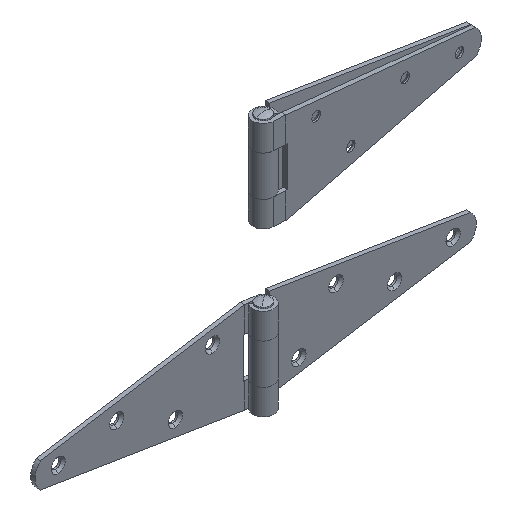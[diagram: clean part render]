
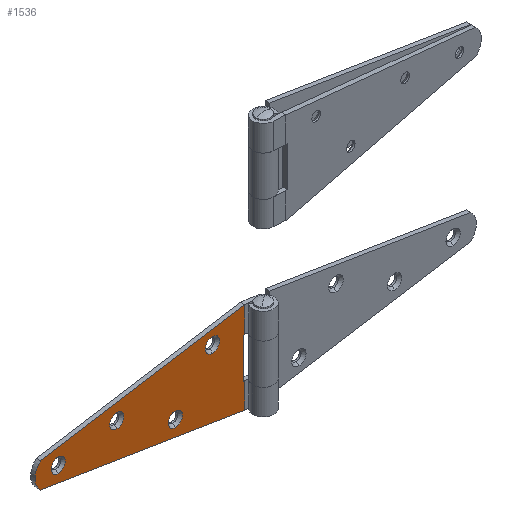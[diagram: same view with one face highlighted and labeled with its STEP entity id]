
A CAD part, isometric view. The second image highlights one B-rep face of the part: STEP entity #1536.
In plain terms, the highlighted planar face has unit normal (0, -1, 0).
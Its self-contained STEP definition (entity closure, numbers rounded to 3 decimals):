
#53 = EDGE_LOOP ( 'NONE', ( #1704, #492 ) ) ;
#62 = EDGE_CURVE ( 'NONE', #2319, #573, #2630, .T. ) ;
#83 = AXIS2_PLACEMENT_3D ( 'NONE', #1976, #1987, #2626 ) ;
#92 = VERTEX_POINT ( 'NONE', #1633 ) ;
#113 = DIRECTION ( 'NONE',  ( 0., 0., -1. ) ) ;
#139 = ORIENTED_EDGE ( 'NONE', *, *, #2098, .T. ) ;
#146 = DIRECTION ( 'NONE',  ( 1., 0., 0. ) ) ;
#151 = CARTESIAN_POINT ( 'NONE',  ( 56.25, 5.35, 8.137 ) ) ;
#174 = VERTEX_POINT ( 'NONE', #1139 ) ;
#184 = DIRECTION ( 'NONE',  ( 0., 0., -1. ) ) ;
#192 = DIRECTION ( 'NONE',  ( 0., 0., -1. ) ) ;
#196 = DIRECTION ( 'NONE',  ( 0., 0., 1. ) ) ;
#224 = DIRECTION ( 'NONE',  ( 0.987, 0., -0.16 ) ) ;
#269 = DIRECTION ( 'NONE',  ( 0., 1., 0. ) ) ;
#288 = VECTOR ( 'NONE', #113, 1000. ) ;
#299 = CARTESIAN_POINT ( 'NONE',  ( 56.25, 5.35, 18.137 ) ) ;
#302 = ORIENTED_EDGE ( 'NONE', *, *, #344, .T. ) ;
#343 = CARTESIAN_POINT ( 'NONE',  ( 30.25, 5.35, -18.998 ) ) ;
#344 = EDGE_CURVE ( 'NONE', #478, #1238, #1254, .T. ) ;
#370 = EDGE_LOOP ( 'NONE', ( #986, #2854 ) ) ;
#381 = EDGE_CURVE ( 'NONE', #2874, #1134, #1920, .T. ) ;
#391 = EDGE_LOOP ( 'NONE', ( #2918, #139 ) ) ;
#402 = ORIENTED_EDGE ( 'NONE', *, *, #967, .T. ) ;
#433 = CARTESIAN_POINT ( 'NONE',  ( 30.25, 5.35, -23.998 ) ) ;
#475 = DIRECTION ( 'NONE',  ( 0., 1., 0. ) ) ;
#478 = VERTEX_POINT ( 'NONE', #1284 ) ;
#486 = AXIS2_PLACEMENT_3D ( 'NONE', #618, #636, #2649 ) ;
#492 = ORIENTED_EDGE ( 'NONE', *, *, #621, .T. ) ;
#508 = VERTEX_POINT ( 'NONE', #1628 ) ;
#528 = VERTEX_POINT ( 'NONE', #1179 ) ;
#536 = AXIS2_PLACEMENT_3D ( 'NONE', #931, #884, #2258 ) ;
#541 = VECTOR ( 'NONE', #2418, 1000. ) ;
#566 = VECTOR ( 'NONE', #819, 1000. ) ;
#573 = VERTEX_POINT ( 'NONE', #433 ) ;
#598 = CARTESIAN_POINT ( 'NONE',  ( 7.541, 5.35, 32. ) ) ;
#618 = CARTESIAN_POINT ( 'NONE',  ( 30.25, 5.35, -18.998 ) ) ;
#621 = EDGE_CURVE ( 'NONE', #1134, #2874, #2394, .T. ) ;
#622 = CIRCLE ( 'NONE', #2674, 5. ) ;
#634 = AXIS2_PLACEMENT_3D ( 'NONE', #2466, #2224, #192 ) ;
#636 = DIRECTION ( 'NONE',  ( 0., 1., 0. ) ) ;
#658 = EDGE_CURVE ( 'NONE', #2332, #1256, #923, .T. ) ;
#666 = CARTESIAN_POINT ( 'NONE',  ( 138.25, 5.35, 0. ) ) ;
#668 = DIRECTION ( 'NONE',  ( -0.987, 0., -0.16 ) ) ;
#669 = AXIS2_PLACEMENT_3D ( 'NONE', #2769, #2840, #789 ) ;
#675 = VERTEX_POINT ( 'NONE', #1892 ) ;
#686 = CARTESIAN_POINT ( 'NONE',  ( 17.435, 5.35, -30.401 ) ) ;
#789 = DIRECTION ( 'NONE',  ( 0., 0., -1. ) ) ;
#811 = VECTOR ( 'NONE', #196, 1000. ) ;
#819 = DIRECTION ( 'NONE',  ( -1., 0., 0. ) ) ;
#847 = VECTOR ( 'NONE', #668, 1000. ) ;
#873 = AXIS2_PLACEMENT_3D ( 'NONE', #1218, #2358, #2799 ) ;
#877 = ORIENTED_EDGE ( 'NONE', *, *, #1456, .F. ) ;
#884 = DIRECTION ( 'NONE',  ( 0., 1., 0. ) ) ;
#923 = CIRCLE ( 'NONE', #873, 5. ) ;
#931 = CARTESIAN_POINT ( 'NONE',  ( 97.25, 5.35, -6.511 ) ) ;
#935 = ORIENTED_EDGE ( 'NONE', *, *, #2245, .F. ) ;
#937 = CARTESIAN_POINT ( 'NONE',  ( 97.25, 5.35, -1.511 ) ) ;
#956 = VERTEX_POINT ( 'NONE', #1734 ) ;
#967 = EDGE_CURVE ( 'NONE', #997, #528, #2175, .T. ) ;
#968 = EDGE_CURVE ( 'NONE', #956, #1238, #2656, .T. ) ;
#980 = EDGE_CURVE ( 'NONE', #1256, #2332, #1426, .T. ) ;
#986 = ORIENTED_EDGE ( 'NONE', *, *, #658, .T. ) ;
#997 = VERTEX_POINT ( 'NONE', #1579 ) ;
#1029 = ORIENTED_EDGE ( 'NONE', *, *, #62, .T. ) ;
#1043 = LINE ( 'NONE', #1497, #566 ) ;
#1061 = FACE_BOUND ( 'NONE', #53, .T. ) ;
#1077 = FACE_BOUND ( 'NONE', #370, .T. ) ;
#1101 = CIRCLE ( 'NONE', #669, 5. ) ;
#1134 = VERTEX_POINT ( 'NONE', #937 ) ;
#1139 = CARTESIAN_POINT ( 'NONE',  ( 8.541, 5.35, 14. ) ) ;
#1156 = ORIENTED_EDGE ( 'NONE', *, *, #2711, .F. ) ;
#1179 = CARTESIAN_POINT ( 'NONE',  ( 7.541, 5.35, 14. ) ) ;
#1185 = EDGE_LOOP ( 'NONE', ( #2174, #1582, #1362, #402, #877, #935, #1156, #302 ) ) ;
#1188 = DIRECTION ( 'NONE',  ( 0., 0., -1. ) ) ;
#1218 = CARTESIAN_POINT ( 'NONE',  ( 56.25, 5.35, 13.137 ) ) ;
#1238 = VERTEX_POINT ( 'NONE', #2546 ) ;
#1254 = LINE ( 'NONE', #1438, #288 ) ;
#1256 = VERTEX_POINT ( 'NONE', #299 ) ;
#1284 = CARTESIAN_POINT ( 'NONE',  ( 7.541, 5.35, -14. ) ) ;
#1339 = CARTESIAN_POINT ( 'NONE',  ( 142.607, 5.35, 0. ) ) ;
#1362 = ORIENTED_EDGE ( 'NONE', *, *, #2488, .F. ) ;
#1390 = VECTOR ( 'NONE', #224, 1000. ) ;
#1396 = CARTESIAN_POINT ( 'NONE',  ( 7.355, 5.35, 32.03 ) ) ;
#1425 = EDGE_LOOP ( 'NONE', ( #2693, #1029 ) ) ;
#1426 = CIRCLE ( 'NONE', #2472, 5. ) ;
#1438 = CARTESIAN_POINT ( 'NONE',  ( 7.541, 5.35, 32. ) ) ;
#1450 = VERTEX_POINT ( 'NONE', #2606 ) ;
#1456 = EDGE_CURVE ( 'NONE', #174, #528, #1043, .T. ) ;
#1478 = FACE_BOUND ( 'NONE', #391, .T. ) ;
#1497 = CARTESIAN_POINT ( 'NONE',  ( 7.35, 5.35, 14. ) ) ;
#1536 = ADVANCED_FACE ( 'NONE', ( #1478, #1061, #1765, #1077, #2386 ), #1700, .T. ) ;
#1542 = AXIS2_PLACEMENT_3D ( 'NONE', #1339, #2231, #1606 ) ;
#1579 = CARTESIAN_POINT ( 'NONE',  ( 7.541, 5.35, 32. ) ) ;
#1582 = ORIENTED_EDGE ( 'NONE', *, *, #1975, .T. ) ;
#1595 = CARTESIAN_POINT ( 'NONE',  ( 56.25, 5.35, 13.137 ) ) ;
#1606 = DIRECTION ( 'NONE',  ( 0., 0., -1. ) ) ;
#1628 = CARTESIAN_POINT ( 'NONE',  ( 8.541, 5.35, -14. ) ) ;
#1633 = CARTESIAN_POINT ( 'NONE',  ( 138.25, 5.35, -5. ) ) ;
#1700 = PLANE ( 'NONE',  #83 ) ;
#1704 = ORIENTED_EDGE ( 'NONE', *, *, #381, .T. ) ;
#1719 = CIRCLE ( 'NONE', #1542, 11.893 ) ;
#1734 = CARTESIAN_POINT ( 'NONE',  ( 150.5, 5.35, -8.896 ) ) ;
#1765 = FACE_BOUND ( 'NONE', #1425, .T. ) ;
#1824 = DIRECTION ( 'NONE',  ( 0., 0., -1. ) ) ;
#1892 = CARTESIAN_POINT ( 'NONE',  ( 138.25, 5.35, 5. ) ) ;
#1920 = CIRCLE ( 'NONE', #634, 5. ) ;
#1959 = AXIS2_PLACEMENT_3D ( 'NONE', #666, #2686, #184 ) ;
#1975 = EDGE_CURVE ( 'NONE', #956, #1450, #1719, .T. ) ;
#1976 = CARTESIAN_POINT ( 'NONE',  ( 7.35, 5.35, 32. ) ) ;
#1987 = DIRECTION ( 'NONE',  ( 0., -1., 0. ) ) ;
#2027 = EDGE_CURVE ( 'NONE', #92, #675, #2617, .T. ) ;
#2098 = EDGE_CURVE ( 'NONE', #675, #92, #1101, .T. ) ;
#2174 = ORIENTED_EDGE ( 'NONE', *, *, #968, .F. ) ;
#2175 = LINE ( 'NONE', #598, #541 ) ;
#2193 = LINE ( 'NONE', #2870, #2625 ) ;
#2197 = CARTESIAN_POINT ( 'NONE',  ( 30.25, 5.35, -13.998 ) ) ;
#2212 = EDGE_CURVE ( 'NONE', #573, #2319, #622, .T. ) ;
#2224 = DIRECTION ( 'NONE',  ( 0., 1., 0. ) ) ;
#2231 = DIRECTION ( 'NONE',  ( 0., -1., 0. ) ) ;
#2242 = CARTESIAN_POINT ( 'NONE',  ( 8.541, 5.35, 32. ) ) ;
#2245 = EDGE_CURVE ( 'NONE', #508, #174, #2876, .T. ) ;
#2258 = DIRECTION ( 'NONE',  ( 0., 0., -1. ) ) ;
#2274 = LINE ( 'NONE', #1396, #1390 ) ;
#2319 = VERTEX_POINT ( 'NONE', #2197 ) ;
#2332 = VERTEX_POINT ( 'NONE', #151 ) ;
#2358 = DIRECTION ( 'NONE',  ( 0., 1., 0. ) ) ;
#2386 = FACE_OUTER_BOUND ( 'NONE', #1185, .T. ) ;
#2394 = CIRCLE ( 'NONE', #536, 5. ) ;
#2418 = DIRECTION ( 'NONE',  ( 0., 0., -1. ) ) ;
#2466 = CARTESIAN_POINT ( 'NONE',  ( 97.25, 5.35, -6.511 ) ) ;
#2472 = AXIS2_PLACEMENT_3D ( 'NONE', #1595, #475, #1824 ) ;
#2488 = EDGE_CURVE ( 'NONE', #997, #1450, #2274, .T. ) ;
#2546 = CARTESIAN_POINT ( 'NONE',  ( 7.541, 5.35, -32. ) ) ;
#2606 = CARTESIAN_POINT ( 'NONE',  ( 150.5, 5.35, 8.896 ) ) ;
#2617 = CIRCLE ( 'NONE', #1959, 5. ) ;
#2625 = VECTOR ( 'NONE', #146, 1000. ) ;
#2626 = DIRECTION ( 'NONE',  ( 0., 0., -1. ) ) ;
#2630 = CIRCLE ( 'NONE', #486, 5. ) ;
#2649 = DIRECTION ( 'NONE',  ( 0., 0., -1. ) ) ;
#2656 = LINE ( 'NONE', #686, #847 ) ;
#2674 = AXIS2_PLACEMENT_3D ( 'NONE', #343, #269, #1188 ) ;
#2686 = DIRECTION ( 'NONE',  ( 0., 1., 0. ) ) ;
#2693 = ORIENTED_EDGE ( 'NONE', *, *, #2212, .T. ) ;
#2711 = EDGE_CURVE ( 'NONE', #478, #508, #2193, .T. ) ;
#2746 = CARTESIAN_POINT ( 'NONE',  ( 97.25, 5.35, -11.511 ) ) ;
#2769 = CARTESIAN_POINT ( 'NONE',  ( 138.25, 5.35, 0. ) ) ;
#2799 = DIRECTION ( 'NONE',  ( 0., 0., -1. ) ) ;
#2840 = DIRECTION ( 'NONE',  ( 0., 1., 0. ) ) ;
#2854 = ORIENTED_EDGE ( 'NONE', *, *, #980, .T. ) ;
#2870 = CARTESIAN_POINT ( 'NONE',  ( 7.35, 5.35, -14. ) ) ;
#2874 = VERTEX_POINT ( 'NONE', #2746 ) ;
#2876 = LINE ( 'NONE', #2242, #811 ) ;
#2918 = ORIENTED_EDGE ( 'NONE', *, *, #2027, .T. ) ;
